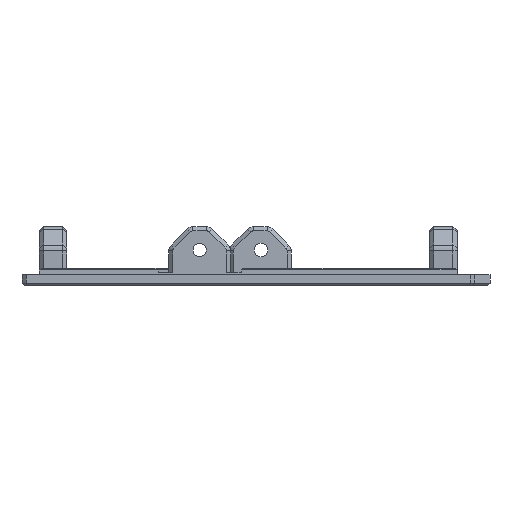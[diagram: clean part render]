
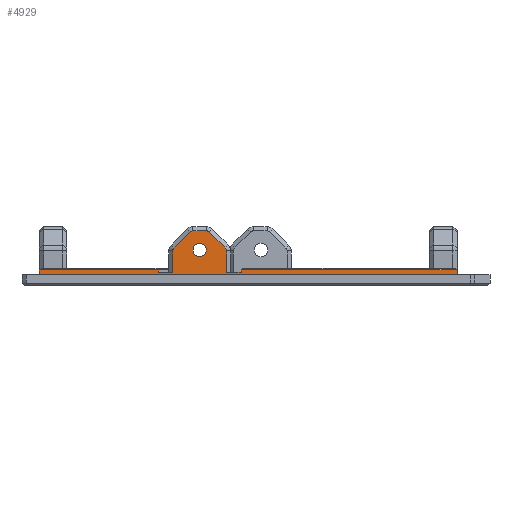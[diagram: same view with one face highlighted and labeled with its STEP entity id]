
A CAD part, front view. The second image highlights one B-rep face of the part: STEP entity #4929.
In plain terms, the highlighted planar face has unit normal (0, -1, 0).
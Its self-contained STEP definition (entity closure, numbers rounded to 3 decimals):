
#87=FACE_BOUND('',#696,.T.);
#181=CIRCLE('',#5306,1.);
#182=CIRCLE('',#5307,1.);
#183=CIRCLE('',#5308,1.);
#184=CIRCLE('',#5309,1.);
#185=CIRCLE('',#5310,1.6);
#186=CIRCLE('',#5311,1.6);
#403=FACE_OUTER_BOUND('',#695,.T.);
#695=EDGE_LOOP('',(#4098,#4099,#4100,#4101,#4102,#4103,#4104,#4105,#4106,
#4107,#4108,#4109,#4110,#4111,#4112,#4113,#4114,#4115,#4116));
#696=EDGE_LOOP('',(#4117,#4118));
#1217=LINE('',#7800,#1815);
#1227=LINE('',#7817,#1825);
#1238=LINE('',#7851,#1836);
#1244=LINE('',#7864,#1842);
#1248=LINE('',#7872,#1846);
#1249=LINE('',#7874,#1847);
#1250=LINE('',#7875,#1848);
#1251=LINE('',#7876,#1849);
#1252=LINE('',#7878,#1850);
#1253=LINE('',#7882,#1851);
#1254=LINE('',#7886,#1852);
#1255=LINE('',#7890,#1853);
#1256=LINE('',#7893,#1854);
#1257=LINE('',#7895,#1855);
#1258=LINE('',#7896,#1856);
#1815=VECTOR('',#6393,10.);
#1825=VECTOR('',#6403,10.);
#1836=VECTOR('',#6430,1000.);
#1842=VECTOR('',#6440,10.);
#1846=VECTOR('',#6446,10.);
#1847=VECTOR('',#6447,10.);
#1848=VECTOR('',#6448,10.);
#1849=VECTOR('',#6449,10.);
#1850=VECTOR('',#6450,1000.);
#1851=VECTOR('',#6453,1000.);
#1852=VECTOR('',#6456,1000.);
#1853=VECTOR('',#6459,1000.);
#1854=VECTOR('',#6462,1000.);
#1855=VECTOR('',#6463,10.);
#1856=VECTOR('',#6464,10.);
#2299=VERTEX_POINT('',#7797);
#2300=VERTEX_POINT('',#7799);
#2306=VERTEX_POINT('',#7814);
#2307=VERTEX_POINT('',#7816);
#2321=VERTEX_POINT('',#7848);
#2322=VERTEX_POINT('',#7850);
#2326=VERTEX_POINT('',#7862);
#2327=VERTEX_POINT('',#7863);
#2330=VERTEX_POINT('',#7871);
#2331=VERTEX_POINT('',#7873);
#2332=VERTEX_POINT('',#7877);
#2333=VERTEX_POINT('',#7879);
#2334=VERTEX_POINT('',#7881);
#2335=VERTEX_POINT('',#7883);
#2336=VERTEX_POINT('',#7885);
#2337=VERTEX_POINT('',#7887);
#2338=VERTEX_POINT('',#7889);
#2339=VERTEX_POINT('',#7891);
#2340=VERTEX_POINT('',#7894);
#2341=VERTEX_POINT('',#7897);
#2342=VERTEX_POINT('',#7898);
#2921=EDGE_CURVE('',#2299,#2300,#1217,.T.);
#2931=EDGE_CURVE('',#2306,#2307,#1227,.T.);
#2948=EDGE_CURVE('',#2322,#2321,#1238,.T.);
#2954=EDGE_CURVE('',#2326,#2327,#1244,.T.);
#2958=EDGE_CURVE('',#2321,#2330,#1248,.T.);
#2959=EDGE_CURVE('',#2331,#2330,#1249,.T.);
#2960=EDGE_CURVE('',#2327,#2331,#1250,.T.);
#2961=EDGE_CURVE('',#2326,#2300,#1251,.T.);
#2962=EDGE_CURVE('',#2299,#2332,#1252,.T.);
#2963=EDGE_CURVE('',#2332,#2333,#181,.T.);
#2964=EDGE_CURVE('',#2333,#2334,#1253,.T.);
#2965=EDGE_CURVE('',#2334,#2335,#182,.T.);
#2966=EDGE_CURVE('',#2335,#2336,#1254,.T.);
#2967=EDGE_CURVE('',#2336,#2337,#183,.T.);
#2968=EDGE_CURVE('',#2337,#2338,#1255,.T.);
#2969=EDGE_CURVE('',#2338,#2339,#184,.T.);
#2970=EDGE_CURVE('',#2339,#2307,#1256,.T.);
#2971=EDGE_CURVE('',#2340,#2306,#1257,.T.);
#2972=EDGE_CURVE('',#2340,#2322,#1258,.T.);
#2973=EDGE_CURVE('',#2341,#2342,#185,.F.);
#2974=EDGE_CURVE('',#2342,#2341,#186,.F.);
#4098=ORIENTED_EDGE('',*,*,#2958,.T.);
#4099=ORIENTED_EDGE('',*,*,#2959,.F.);
#4100=ORIENTED_EDGE('',*,*,#2960,.F.);
#4101=ORIENTED_EDGE('',*,*,#2954,.F.);
#4102=ORIENTED_EDGE('',*,*,#2961,.T.);
#4103=ORIENTED_EDGE('',*,*,#2921,.F.);
#4104=ORIENTED_EDGE('',*,*,#2962,.T.);
#4105=ORIENTED_EDGE('',*,*,#2963,.T.);
#4106=ORIENTED_EDGE('',*,*,#2964,.T.);
#4107=ORIENTED_EDGE('',*,*,#2965,.T.);
#4108=ORIENTED_EDGE('',*,*,#2966,.T.);
#4109=ORIENTED_EDGE('',*,*,#2967,.T.);
#4110=ORIENTED_EDGE('',*,*,#2968,.T.);
#4111=ORIENTED_EDGE('',*,*,#2969,.T.);
#4112=ORIENTED_EDGE('',*,*,#2970,.T.);
#4113=ORIENTED_EDGE('',*,*,#2931,.F.);
#4114=ORIENTED_EDGE('',*,*,#2971,.F.);
#4115=ORIENTED_EDGE('',*,*,#2972,.T.);
#4116=ORIENTED_EDGE('',*,*,#2948,.T.);
#4117=ORIENTED_EDGE('',*,*,#2973,.T.);
#4118=ORIENTED_EDGE('',*,*,#2974,.T.);
#4665=PLANE('',#5305);
#4929=ADVANCED_FACE('',(#403,#87),#4665,.T.);
#5305=AXIS2_PLACEMENT_3D('',#7870,#6444,#6445);
#5306=AXIS2_PLACEMENT_3D('',#7880,#6451,#6452);
#5307=AXIS2_PLACEMENT_3D('',#7884,#6454,#6455);
#5308=AXIS2_PLACEMENT_3D('',#7888,#6457,#6458);
#5309=AXIS2_PLACEMENT_3D('',#7892,#6460,#6461);
#5310=AXIS2_PLACEMENT_3D('',#7899,#6465,#6466);
#5311=AXIS2_PLACEMENT_3D('',#7900,#6467,#6468);
#6393=DIRECTION('',(1.,0.,0.));
#6403=DIRECTION('',(1.,0.,0.));
#6430=DIRECTION('',(0.,0.,-1.));
#6440=DIRECTION('',(1.,0.,0.));
#6444=DIRECTION('center_axis',(0.,-1.,0.));
#6445=DIRECTION('ref_axis',(1.,0.,0.));
#6446=DIRECTION('',(1.,0.,0.));
#6447=DIRECTION('',(0.,0.,-1.));
#6448=DIRECTION('',(0.,0.,-1.));
#6449=DIRECTION('',(0.,0.,-1.));
#6450=DIRECTION('',(0.,0.,1.));
#6451=DIRECTION('center_axis',(0.,-1.,0.));
#6452=DIRECTION('ref_axis',(1.,0.,0.));
#6453=DIRECTION('',(-0.707,0.,0.707));
#6454=DIRECTION('center_axis',(0.,-1.,0.));
#6455=DIRECTION('ref_axis',(1.,0.,0.));
#6456=DIRECTION('',(-1.,0.,0.));
#6457=DIRECTION('center_axis',(0.,-1.,0.));
#6458=DIRECTION('ref_axis',(1.,0.,0.));
#6459=DIRECTION('',(-0.707,0.,-0.707));
#6460=DIRECTION('center_axis',(0.,-1.,0.));
#6461=DIRECTION('ref_axis',(1.,0.,0.));
#6462=DIRECTION('',(0.,0.,-1.));
#6463=DIRECTION('',(0.,0.,-1.));
#6464=DIRECTION('',(-1.,0.,0.));
#6465=DIRECTION('center_axis',(0.,-1.,0.));
#6466=DIRECTION('ref_axis',(1.,0.,0.));
#6467=DIRECTION('center_axis',(0.,-1.,0.));
#6468=DIRECTION('ref_axis',(1.,0.,0.));
#7797=CARTESIAN_POINT('',(43.4,-49.8,-64.4));
#7799=CARTESIAN_POINT('',(46.9,-49.8,-64.4));
#7800=CARTESIAN_POINT('',(35.206,-49.8,-64.4));
#7814=CARTESIAN_POINT('',(27.,-49.8,-64.4));
#7816=CARTESIAN_POINT('',(30.4,-49.8,-64.4));
#7817=CARTESIAN_POINT('',(35.206,-49.8,-64.4));
#7848=CARTESIAN_POINT('',(-1.8,-49.8,-65.));
#7850=CARTESIAN_POINT('',(-1.8,-49.8,-63.8));
#7851=CARTESIAN_POINT('',(-1.8,-49.8,-59.825));
#7862=CARTESIAN_POINT('',(46.9,-49.8,-63.8));
#7863=CARTESIAN_POINT('',(99.05,-49.8,-63.8));
#7864=CARTESIAN_POINT('',(39.9,-49.8,-63.8));
#7870=CARTESIAN_POINT('Origin',(18.912,-49.8,-64.4));
#7871=CARTESIAN_POINT('',(99.05,-49.8,-65.));
#7872=CARTESIAN_POINT('',(57.9,-49.8,-65.));
#7873=CARTESIAN_POINT('',(99.05,-49.8,-64.4));
#7874=CARTESIAN_POINT('',(99.05,-49.8,-56.3));
#7875=CARTESIAN_POINT('',(99.05,-49.8,-56.3));
#7876=CARTESIAN_POINT('',(46.9,-49.8,-64.4));
#7877=CARTESIAN_POINT('',(43.4,-49.8,-59.228));
#7878=CARTESIAN_POINT('',(43.4,-49.8,-64.4));
#7879=CARTESIAN_POINT('',(43.108,-49.8,-58.521));
#7880=CARTESIAN_POINT('Origin',(42.4,-49.8,-59.228));
#7881=CARTESIAN_POINT('',(39.279,-49.8,-54.693));
#7882=CARTESIAN_POINT('',(44.974,-49.8,-60.388));
#7883=CARTESIAN_POINT('',(38.572,-49.8,-54.4));
#7884=CARTESIAN_POINT('Origin',(38.572,-49.8,-55.4));
#7885=CARTESIAN_POINT('',(35.229,-49.8,-54.4));
#7886=CARTESIAN_POINT('',(40.962,-49.8,-54.4));
#7887=CARTESIAN_POINT('',(34.522,-49.8,-54.693));
#7888=CARTESIAN_POINT('Origin',(35.229,-49.8,-55.4));
#7889=CARTESIAN_POINT('',(30.693,-49.8,-58.521));
#7890=CARTESIAN_POINT('',(32.889,-49.8,-56.326));
#7891=CARTESIAN_POINT('',(30.4,-49.8,-59.228));
#7892=CARTESIAN_POINT('Origin',(31.4,-49.8,-59.228));
#7893=CARTESIAN_POINT('',(30.4,-49.8,-64.4));
#7894=CARTESIAN_POINT('',(27.,-49.8,-63.8));
#7895=CARTESIAN_POINT('',(27.,-49.8,-64.4));
#7896=CARTESIAN_POINT('',(5.2,-49.8,-63.8));
#7897=CARTESIAN_POINT('',(38.5,-49.8,-59.001));
#7898=CARTESIAN_POINT('',(36.9,-49.8,-57.401));
#7899=CARTESIAN_POINT('Origin',(36.9,-49.8,-59.001));
#7900=CARTESIAN_POINT('Origin',(36.9,-49.8,-59.001));
